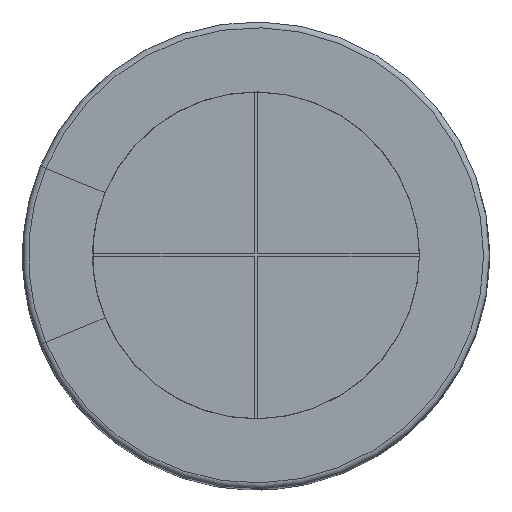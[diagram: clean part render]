
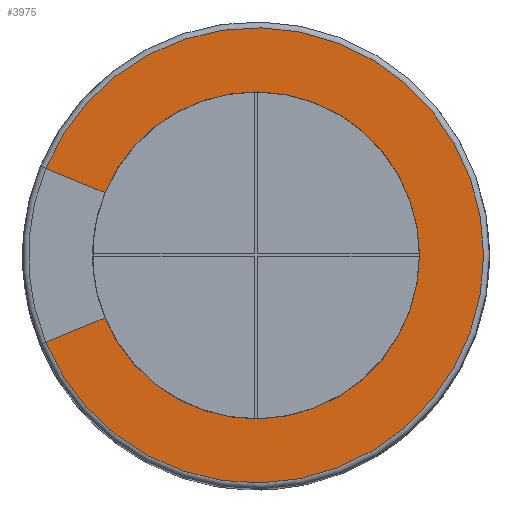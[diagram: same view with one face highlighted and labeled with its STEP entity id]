
A CAD part, top view. The second image highlights one B-rep face of the part: STEP entity #3975.
In plain terms, the highlighted planar face has unit normal (0, 0, 1).
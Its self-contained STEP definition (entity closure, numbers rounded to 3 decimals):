
#3595 = TOROIDAL_SURFACE('',#3596,7.8,0.2);
#3596 = AXIS2_PLACEMENT_3D('',#3597,#3598,#3599);
#3597 = CARTESIAN_POINT('',(0.,0.,24.8));
#3598 = DIRECTION('',(0.,0.,1.));
#3599 = DIRECTION('',(-0.924,0.383,0.));
#3621 = VERTEX_POINT('',#3622);
#3622 = CARTESIAN_POINT('',(-7.206,2.985,25.));
#3644 = VERTEX_POINT('',#3645);
#3645 = CARTESIAN_POINT('',(-7.206,-2.985,25.));
#3660 = PLANE('',#3661);
#3661 = AXIS2_PLACEMENT_3D('',#3662,#3663,#3664);
#3662 = CARTESIAN_POINT('',(0.,0.,25.));
#3663 = DIRECTION('',(0.,-0.,-1.));
#3664 = DIRECTION('',(-0.924,-0.383,0.));
#3863 = EDGE_CURVE('',#3621,#3644,#3864,.T.);
#3864 = SURFACE_CURVE('',#3865,(#3870,#3877),.PCURVE_S1.);
#3865 = CIRCLE('',#3866,7.8);
#3866 = AXIS2_PLACEMENT_3D('',#3867,#3868,#3869);
#3867 = CARTESIAN_POINT('',(0.,0.,25.));
#3868 = DIRECTION('',(0.,0.,-1.));
#3869 = DIRECTION('',(-0.924,0.383,0.));
#3870 = PCURVE('',#3595,#3871);
#3871 = DEFINITIONAL_REPRESENTATION('',(#3872),#3876);
#3872 = LINE('',#3873,#3874);
#3873 = CARTESIAN_POINT('',(-0.,1.571));
#3874 = VECTOR('',#3875,1.);
#3875 = DIRECTION('',(-1.,0.));
#3876 = ( GEOMETRIC_REPRESENTATION_CONTEXT(2)
PARAMETRIC_REPRESENTATION_CONTEXT() REPRESENTATION_CONTEXT('2D SPACE',''
) );
#3877 = PCURVE('',#3878,#3883);
#3878 = PLANE('',#3879);
#3879 = AXIS2_PLACEMENT_3D('',#3880,#3881,#3882);
#3880 = CARTESIAN_POINT('',(0.,0.,25.));
#3881 = DIRECTION('',(-0.,0.,-1.));
#3882 = DIRECTION('',(-0.924,0.383,0.));
#3883 = DEFINITIONAL_REPRESENTATION('',(#3884),#3888);
#3884 = CIRCLE('',#3885,7.8);
#3885 = AXIS2_PLACEMENT_2D('',#3886,#3887);
#3886 = CARTESIAN_POINT('',(0.,0.));
#3887 = DIRECTION('',(1.,0.));
#3888 = ( GEOMETRIC_REPRESENTATION_CONTEXT(2)
PARAMETRIC_REPRESENTATION_CONTEXT() REPRESENTATION_CONTEXT('2D SPACE',''
) );
#3895 = EDGE_CURVE('',#3621,#3896,#3898,.T.);
#3896 = VERTEX_POINT('',#3897);
#3897 = CARTESIAN_POINT('',(-5.174,2.143,25.));
#3898 = SURFACE_CURVE('',#3899,(#3903,#3910),.PCURVE_S1.);
#3899 = LINE('',#3900,#3901);
#3900 = CARTESIAN_POINT('',(-7.206,2.985,25.));
#3901 = VECTOR('',#3902,1.);
#3902 = DIRECTION('',(0.924,-0.383,0.));
#3903 = PCURVE('',#3660,#3904);
#3904 = DEFINITIONAL_REPRESENTATION('',(#3905),#3909);
#3905 = LINE('',#3906,#3907);
#3906 = CARTESIAN_POINT('',(5.515,5.515));
#3907 = VECTOR('',#3908,1.);
#3908 = DIRECTION('',(-0.707,-0.707));
#3909 = ( GEOMETRIC_REPRESENTATION_CONTEXT(2)
PARAMETRIC_REPRESENTATION_CONTEXT() REPRESENTATION_CONTEXT('2D SPACE',''
) );
#3910 = PCURVE('',#3878,#3911);
#3911 = DEFINITIONAL_REPRESENTATION('',(#3912),#3916);
#3912 = LINE('',#3913,#3914);
#3913 = CARTESIAN_POINT('',(7.8,0.));
#3914 = VECTOR('',#3915,1.);
#3915 = DIRECTION('',(-1.,0.));
#3916 = ( GEOMETRIC_REPRESENTATION_CONTEXT(2)
PARAMETRIC_REPRESENTATION_CONTEXT() REPRESENTATION_CONTEXT('2D SPACE',''
) );
#3919 = VERTEX_POINT('',#3920);
#3920 = CARTESIAN_POINT('',(-5.174,-2.143,25.));
#3947 = EDGE_CURVE('',#3644,#3919,#3948,.T.);
#3948 = SURFACE_CURVE('',#3949,(#3953,#3960),.PCURVE_S1.);
#3949 = LINE('',#3950,#3951);
#3950 = CARTESIAN_POINT('',(-7.206,-2.985,25.));
#3951 = VECTOR('',#3952,1.);
#3952 = DIRECTION('',(0.924,0.383,0.));
#3953 = PCURVE('',#3660,#3954);
#3954 = DEFINITIONAL_REPRESENTATION('',(#3955),#3959);
#3955 = LINE('',#3956,#3957);
#3956 = CARTESIAN_POINT('',(7.8,0.));
#3957 = VECTOR('',#3958,1.);
#3958 = DIRECTION('',(-1.,0.));
#3959 = ( GEOMETRIC_REPRESENTATION_CONTEXT(2)
PARAMETRIC_REPRESENTATION_CONTEXT() REPRESENTATION_CONTEXT('2D SPACE',''
) );
#3960 = PCURVE('',#3878,#3961);
#3961 = DEFINITIONAL_REPRESENTATION('',(#3962),#3966);
#3962 = LINE('',#3963,#3964);
#3963 = CARTESIAN_POINT('',(5.515,-5.515));
#3964 = VECTOR('',#3965,1.);
#3965 = DIRECTION('',(-0.707,0.707));
#3966 = ( GEOMETRIC_REPRESENTATION_CONTEXT(2)
PARAMETRIC_REPRESENTATION_CONTEXT() REPRESENTATION_CONTEXT('2D SPACE',''
) );
#3975 = ADVANCED_FACE('',(#3976),#3878,.F.);
#3976 = FACE_BOUND('',#3977,.F.);
#3977 = EDGE_LOOP('',(#3978,#3979,#3980,#4007));
#3978 = ORIENTED_EDGE('',*,*,#3863,.T.);
#3979 = ORIENTED_EDGE('',*,*,#3947,.T.);
#3980 = ORIENTED_EDGE('',*,*,#3981,.F.);
#3981 = EDGE_CURVE('',#3896,#3919,#3982,.T.);
#3982 = SURFACE_CURVE('',#3983,(#3988,#3995),.PCURVE_S1.);
#3983 = CIRCLE('',#3984,5.6);
#3984 = AXIS2_PLACEMENT_3D('',#3985,#3986,#3987);
#3985 = CARTESIAN_POINT('',(0.,0.,25.));
#3986 = DIRECTION('',(0.,0.,-1.));
#3987 = DIRECTION('',(-0.924,0.383,0.));
#3988 = PCURVE('',#3878,#3989);
#3989 = DEFINITIONAL_REPRESENTATION('',(#3990),#3994);
#3990 = CIRCLE('',#3991,5.6);
#3991 = AXIS2_PLACEMENT_2D('',#3992,#3993);
#3992 = CARTESIAN_POINT('',(0.,0.));
#3993 = DIRECTION('',(1.,0.));
#3994 = ( GEOMETRIC_REPRESENTATION_CONTEXT(2)
PARAMETRIC_REPRESENTATION_CONTEXT() REPRESENTATION_CONTEXT('2D SPACE',''
) );
#3995 = PCURVE('',#3996,#4001);
#3996 = CYLINDRICAL_SURFACE('',#3997,5.6);
#3997 = AXIS2_PLACEMENT_3D('',#3998,#3999,#4000);
#3998 = CARTESIAN_POINT('',(0.,0.,25.));
#3999 = DIRECTION('',(-0.,0.,-1.));
#4000 = DIRECTION('',(-0.924,0.383,0.));
#4001 = DEFINITIONAL_REPRESENTATION('',(#4002),#4006);
#4002 = LINE('',#4003,#4004);
#4003 = CARTESIAN_POINT('',(0.,0.));
#4004 = VECTOR('',#4005,1.);
#4005 = DIRECTION('',(1.,0.));
#4006 = ( GEOMETRIC_REPRESENTATION_CONTEXT(2)
PARAMETRIC_REPRESENTATION_CONTEXT() REPRESENTATION_CONTEXT('2D SPACE',''
) );
#4007 = ORIENTED_EDGE('',*,*,#3895,.F.);
